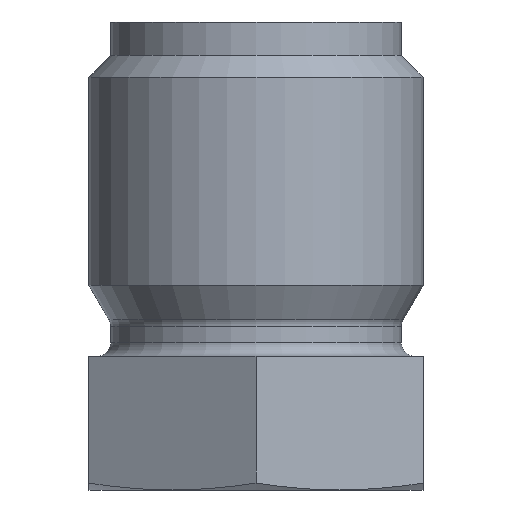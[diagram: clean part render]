
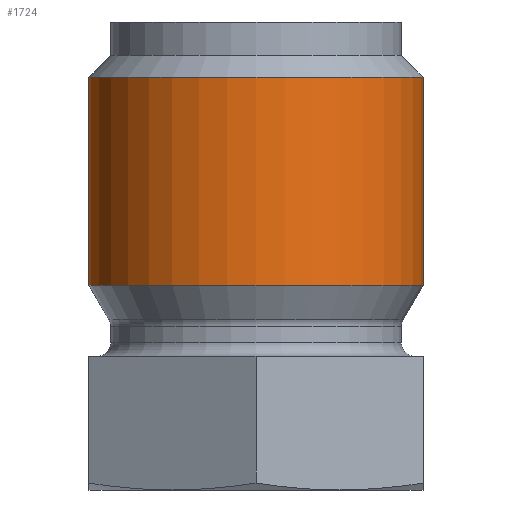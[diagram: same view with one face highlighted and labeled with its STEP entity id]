
A CAD part, front view. The second image highlights one B-rep face of the part: STEP entity #1724.
In plain terms, the highlighted cylindrical face has radius 5 mm (diameter 10 mm), a full revolution.
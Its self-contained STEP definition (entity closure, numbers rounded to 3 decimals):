
#1101=CARTESIAN_POINT('',(-5.0,0.,6.126));
#1102=VERTEX_POINT('',#1101);
#1103=CARTESIAN_POINT('',(0.0,0.0,6.126));
#1104=DIRECTION('',(0.0,0.0,1.0));
#1105=DIRECTION('',(-1.0,0.0,0.0));
#1106=AXIS2_PLACEMENT_3D('',#1103,#1104,#1105);
#1107=CIRCLE('',#1106,5.0);
#1108=EDGE_CURVE('',#1102,#1102,#1107,.T.);
#1701=CARTESIAN_POINT('',(5.0,0.,12.35));
#1702=VERTEX_POINT('',#1701);
#1703=CARTESIAN_POINT('',(0.0,0.0,12.35));
#1704=DIRECTION('',(0.0,0.0,1.0));
#1705=DIRECTION('',(-1.0,0.0,0.0));
#1706=AXIS2_PLACEMENT_3D('',#1703,#1704,#1705);
#1707=CIRCLE('',#1706,5.0);
#1708=EDGE_CURVE('',#1702,#1702,#1707,.T.);
#1713=CARTESIAN_POINT('',(0.0,0.0,14.));
#1714=DIRECTION('',(0.0,0.0,-1.0));
#1715=DIRECTION('',(-1.0,0.0,0.0));
#1716=AXIS2_PLACEMENT_3D('',#1713,#1714,#1715);
#1717=CYLINDRICAL_SURFACE('',#1716,5.0);
#1718=ORIENTED_EDGE('',*,*,#1108,.T.);
#1719=EDGE_LOOP('',(#1718));
#1720=FACE_OUTER_BOUND('',#1719,.T.);
#1721=ORIENTED_EDGE('',*,*,#1708,.F.);
#1722=EDGE_LOOP('',(#1721));
#1723=FACE_BOUND('',#1722,.T.);
#1724=ADVANCED_FACE('',(#1720,#1723),#1717,.T.);
